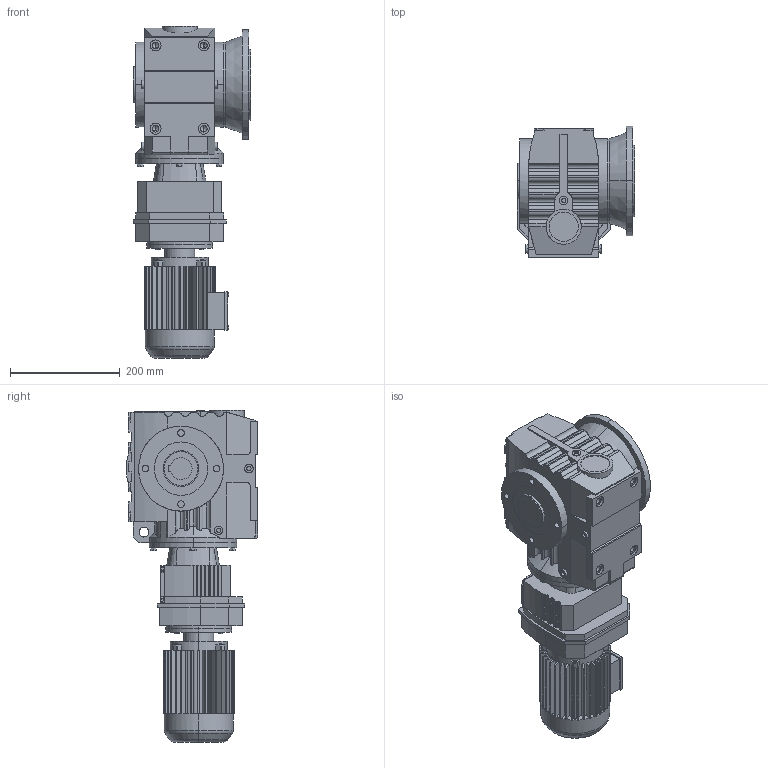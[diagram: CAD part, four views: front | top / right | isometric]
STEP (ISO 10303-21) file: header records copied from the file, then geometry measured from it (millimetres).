
FILE_DESCRIPTION(('Open CASCADE Model'),'2;1');
FILE_NAME('Open CASCADE Shape Model','2019-08-20T17:50:03',('Author'),( 'Open CASCADE'),'Open CASCADE STEP processor 6.3','Open CASCADE 6.3' ,'Unknown');
FILE_SCHEMA(('AUTOMOTIVE_DESIGN_CC2 { 1 2 10303 214 -1 1 5 4 }'));
Length unit declared in the file: millimetre
Products named in the file (6): 1_SAF67R37-Y63M-40-A; SA47‵97_67.step; 萇儂_120_Y63M.step; R_67_37.step; す瑩諾陑粣S_67_40.step; 楊擘S_67_200_SAF.step
Assembly tree (5 placements, depth 2):
  1_SAF67R37-Y63M-40-A
    SA47‵97_67.step
    萇儂_120_Y63M.step
    R_67_37.step
    す瑩諾陑粣S_67_40.step
    楊擘S_67_200_SAF.step
Bounding box: 215 x 240 x 606 mm (x, y, z)
Volume: 12636859.8 mm3; surface area: 830345.4 mm2
Topology: 5 solids, 5 shells, 1071 faces, 2816 edges, 1834 vertices
Faces by surface type: plane 715, cylinder 325, cone 27, torus 4
Entity records: 77714 total; most frequent: CARTESIAN_POINT 24295, DIRECTION 9174, ORIENTED_EDGE 5616, PCURVE 5616, DEFINITIONAL_REPRESENTATION 5616, LINE 5056, VECTOR 5056, EDGE_CURVE 2808
